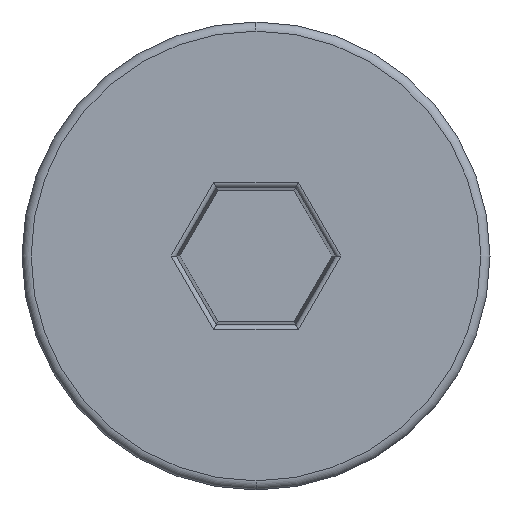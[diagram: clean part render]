
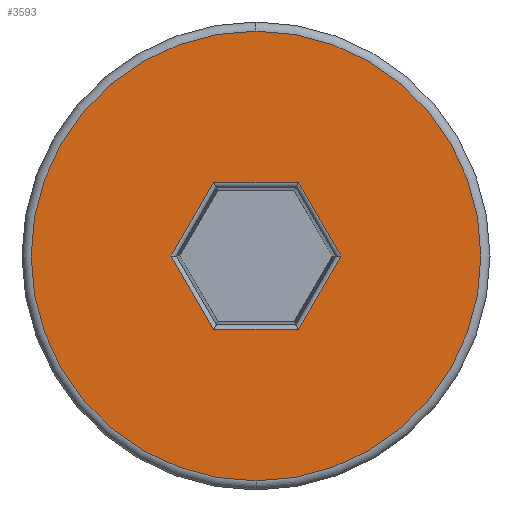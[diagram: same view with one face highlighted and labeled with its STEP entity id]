
A CAD part, left-side view. The second image highlights one B-rep face of the part: STEP entity #3593.
In plain terms, the highlighted planar face has unit normal (-1, 0, 0).
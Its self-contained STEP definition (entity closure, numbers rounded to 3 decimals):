
#282 = FACE_OUTER_BOUND ( 'NONE', #6251, .T. ) ;
#678 = EDGE_CURVE ( 'NONE', #2971, #3630, #957, .T. ) ;
#724 = LINE ( 'NONE', #8891, #3306 ) ;
#774 = VERTEX_POINT ( 'NONE', #3086 ) ;
#783 = EDGE_CURVE ( 'NONE', #4717, #8573, #7836, .T. ) ;
#846 = ORIENTED_EDGE ( 'NONE', *, *, #7307, .T. ) ;
#957 = LINE ( 'NONE', #4370, #1812 ) ;
#1105 = EDGE_CURVE ( 'NONE', #3630, #774, #7301, .T. ) ;
#1148 = VECTOR ( 'NONE', #3386, 1000. ) ;
#1188 = DIRECTION ( 'NONE',  ( 0., 0., -1. ) ) ;
#1229 = ORIENTED_EDGE ( 'NONE', *, *, #3514, .T. ) ;
#1547 = CIRCLE ( 'NONE', #2447, 4.917 ) ;
#1731 = DIRECTION ( 'NONE',  ( 0., 0., -1. ) ) ;
#1775 = CARTESIAN_POINT ( 'NONE',  ( 0., 1.391, -0.803 ) ) ;
#1812 = VECTOR ( 'NONE', #3060, 1000. ) ;
#1860 = CARTESIAN_POINT ( 'NONE',  ( 0., 0., 0. ) ) ;
#1866 = CARTESIAN_POINT ( 'NONE',  ( 0., -1.391, 0.803 ) ) ;
#1996 = ORIENTED_EDGE ( 'NONE', *, *, #1105, .T. ) ;
#2385 = CARTESIAN_POINT ( 'NONE',  ( 0., 0., 0. ) ) ;
#2447 = AXIS2_PLACEMENT_3D ( 'NONE', #3218, #3932, #5388 ) ;
#2592 = ORIENTED_EDGE ( 'NONE', *, *, #678, .T. ) ;
#2614 = AXIS2_PLACEMENT_3D ( 'NONE', #2385, #3789, #1731 ) ;
#2742 = FACE_BOUND ( 'NONE', #8772, .T. ) ;
#2971 = VERTEX_POINT ( 'NONE', #3235 ) ;
#3052 = EDGE_CURVE ( 'NONE', #3605, #2971, #724, .T. ) ;
#3060 = DIRECTION ( 'NONE',  ( 0., -1., 0. ) ) ;
#3086 = CARTESIAN_POINT ( 'NONE',  ( 0., -1.855, 0. ) ) ;
#3218 = CARTESIAN_POINT ( 'NONE',  ( 0., 0., 0. ) ) ;
#3235 = CARTESIAN_POINT ( 'NONE',  ( 0., 0.928, 1.607 ) ) ;
#3237 = ORIENTED_EDGE ( 'NONE', *, *, #4951, .T. ) ;
#3306 = VECTOR ( 'NONE', #4731, 1000. ) ;
#3386 = DIRECTION ( 'NONE',  ( 0., -0.5, -0.866 ) ) ;
#3504 = CARTESIAN_POINT ( 'NONE',  ( 0., -1.391, -0.803 ) ) ;
#3514 = EDGE_CURVE ( 'NONE', #8573, #3605, #8549, .T. ) ;
#3591 = DIRECTION ( 'NONE',  ( 0., 0.5, -0.866 ) ) ;
#3593 = ADVANCED_FACE ( 'NONE', ( #2742, #282 ), #8620, .F. ) ;
#3605 = VERTEX_POINT ( 'NONE', #3837 ) ;
#3613 = VECTOR ( 'NONE', #5214, 1000. ) ;
#3630 = VERTEX_POINT ( 'NONE', #4523 ) ;
#3757 = DIRECTION ( 'NONE',  ( 0., 1., 0. ) ) ;
#3789 = DIRECTION ( 'NONE',  ( -1., 0., 0. ) ) ;
#3837 = CARTESIAN_POINT ( 'NONE',  ( 0., 1.855, 0. ) ) ;
#3860 = ORIENTED_EDGE ( 'NONE', *, *, #5137, .T. ) ;
#3932 = DIRECTION ( 'NONE',  ( -1., 0., 0. ) ) ;
#4370 = CARTESIAN_POINT ( 'NONE',  ( 0., 0., 1.607 ) ) ;
#4523 = CARTESIAN_POINT ( 'NONE',  ( 0., -0.928, 1.607 ) ) ;
#4631 = LINE ( 'NONE', #3504, #8505 ) ;
#4717 = VERTEX_POINT ( 'NONE', #7828 ) ;
#4731 = DIRECTION ( 'NONE',  ( 0., -0.5, 0.866 ) ) ;
#4790 = ORIENTED_EDGE ( 'NONE', *, *, #783, .T. ) ;
#4951 = EDGE_CURVE ( 'NONE', #5804, #6785, #7050, .T. ) ;
#5030 = CARTESIAN_POINT ( 'NONE',  ( 0., 0., -1.607 ) ) ;
#5137 = EDGE_CURVE ( 'NONE', #6785, #5804, #1547, .T. ) ;
#5214 = DIRECTION ( 'NONE',  ( 0., 0.5, 0.866 ) ) ;
#5243 = ORIENTED_EDGE ( 'NONE', *, *, #3052, .T. ) ;
#5388 = DIRECTION ( 'NONE',  ( 0., 0., -1. ) ) ;
#5804 = VERTEX_POINT ( 'NONE', #8674 ) ;
#6251 = EDGE_LOOP ( 'NONE', ( #3860, #3237 ) ) ;
#6618 = DIRECTION ( 'NONE',  ( 1., 0., 0. ) ) ;
#6648 = VECTOR ( 'NONE', #3757, 1000. ) ;
#6785 = VERTEX_POINT ( 'NONE', #7174 ) ;
#7050 = CIRCLE ( 'NONE', #2614, 4.917 ) ;
#7174 = CARTESIAN_POINT ( 'NONE',  ( 0., 0., -4.917 ) ) ;
#7301 = LINE ( 'NONE', #1866, #1148 ) ;
#7307 = EDGE_CURVE ( 'NONE', #774, #4717, #4631, .T. ) ;
#7638 = CARTESIAN_POINT ( 'NONE',  ( 0., 0.928, -1.607 ) ) ;
#7828 = CARTESIAN_POINT ( 'NONE',  ( 0., -0.928, -1.607 ) ) ;
#7836 = LINE ( 'NONE', #5030, #6648 ) ;
#8071 = AXIS2_PLACEMENT_3D ( 'NONE', #1860, #6618, #1188 ) ;
#8505 = VECTOR ( 'NONE', #3591, 1000. ) ;
#8549 = LINE ( 'NONE', #1775, #3613 ) ;
#8573 = VERTEX_POINT ( 'NONE', #7638 ) ;
#8620 = PLANE ( 'NONE',  #8071 ) ;
#8674 = CARTESIAN_POINT ( 'NONE',  ( 0., 0., 4.917 ) ) ;
#8772 = EDGE_LOOP ( 'NONE', ( #4790, #1229, #5243, #2592, #1996, #846 ) ) ;
#8891 = CARTESIAN_POINT ( 'NONE',  ( 0., 1.391, 0.803 ) ) ;
